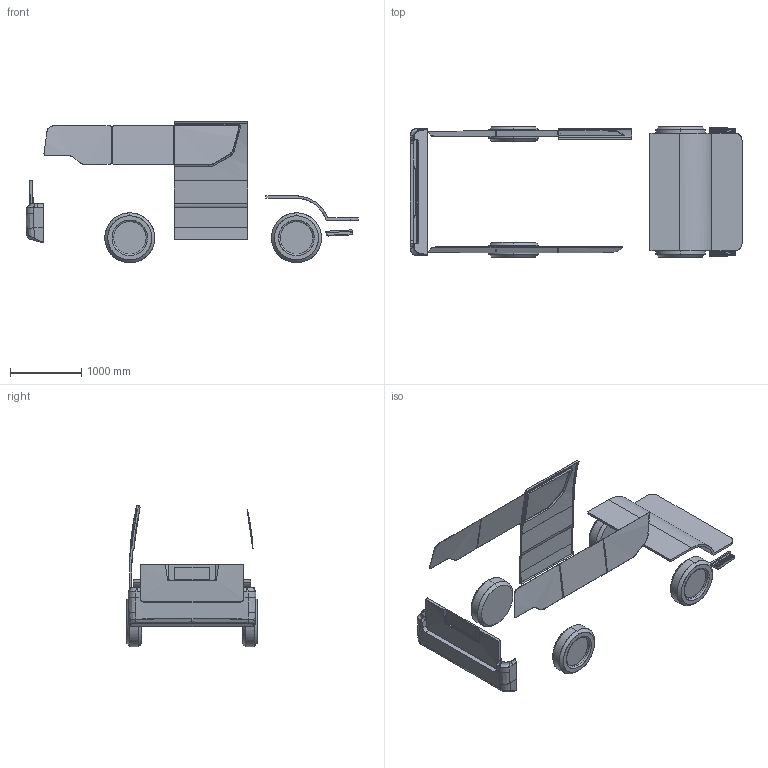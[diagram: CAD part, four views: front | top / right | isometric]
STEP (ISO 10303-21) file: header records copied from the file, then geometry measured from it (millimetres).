
FILE_DESCRIPTION(('FreeCAD Model'),'2;1');
FILE_NAME('Open CASCADE Shape Model','2025-04-30T11:26:45',('FreeCAD'),( 'FreeCAD'),'Open CASCADE STEP processor 7.6','FreeCAD','Unknown');
FILE_SCHEMA(('AUTOMOTIVE_DESIGN { 1 0 10303 214 1 1 1 1 }'));
Products named in the file (1): Open CASCADE STEP translator 7.6 1
Bounding box: 4654.68 x 1826.88 x 1985.07 mm (x, y, z)
Surface area: 23345194.1 mm2 (no closed solid volume)
Topology: 0 solids, 456 shells, 456 faces, 6471 edges, 6470 vertices
Faces by surface type: bspline 456
Entity records: 71192 total; most frequent: CARTESIAN_POINT 43028, ORIENTED_EDGE 6470, EDGE_CURVE 6470, VERTEX_POINT 6470, B_SPLINE_CURVE_WITH_KNOTS 6153, FACE_BOUND 472, EDGE_LOOP 472, SHELL_BASED_SURFACE_MODEL 456
